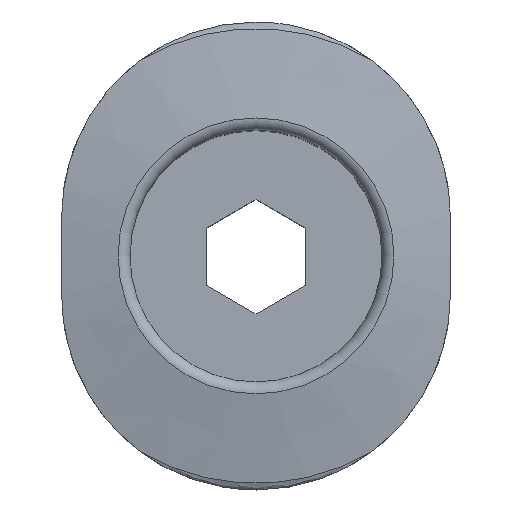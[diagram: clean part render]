
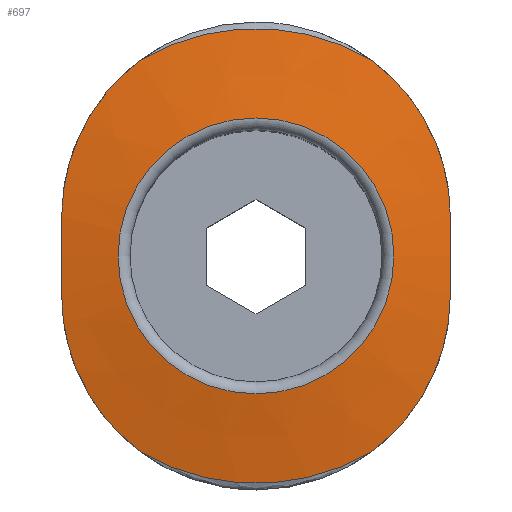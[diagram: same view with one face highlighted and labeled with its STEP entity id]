
A CAD part, top view. The second image highlights one B-rep face of the part: STEP entity #697.
In plain terms, the highlighted conical face has half-angle 80 degrees and reference radius 3.478 mm.
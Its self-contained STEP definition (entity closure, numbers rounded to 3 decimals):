
#20=B_SPLINE_CURVE_WITH_KNOTS('',3,(#968,#969,#970,#971),.UNSPECIFIED.,
 .F.,.F.,(4,4),(0.,0.005),.UNSPECIFIED.);
#23=B_SPLINE_CURVE_WITH_KNOTS('',3,(#984,#985,#986,#987),.UNSPECIFIED.,
 .F.,.F.,(4,4),(0.,0.005),.UNSPECIFIED.);
#24=B_SPLINE_CURVE_WITH_KNOTS('',3,(#992,#993,#994,#995),.UNSPECIFIED.,
 .F.,.F.,(4,4),(0.002,0.004),.UNSPECIFIED.);
#25=B_SPLINE_CURVE_WITH_KNOTS('',3,(#999,#1000,#1001,#1002),
 .UNSPECIFIED.,.F.,.F.,(4,4),(0.,0.005),
 .UNSPECIFIED.);
#28=B_SPLINE_CURVE_WITH_KNOTS('',3,(#1014,#1015,#1016,#1017),
 .UNSPECIFIED.,.F.,.F.,(4,4),(0.,0.005),
 .UNSPECIFIED.);
#29=B_SPLINE_CURVE_WITH_KNOTS('',3,(#1021,#1022,#1023,#1024),
 .UNSPECIFIED.,.F.,.F.,(4,4),(0.002,0.004),
 .UNSPECIFIED.);
#35=CONICAL_SURFACE('',#753,3.479,1.396);
#65=CIRCLE('',#750,5.735);
#66=CIRCLE('',#752,5.735);
#67=CIRCLE('',#754,3.479);
#138=ORIENTED_EDGE('',*,*,#222,.F.);
#139=ORIENTED_EDGE('',*,*,#207,.F.);
#140=ORIENTED_EDGE('',*,*,#220,.F.);
#141=ORIENTED_EDGE('',*,*,#218,.F.);
#142=ORIENTED_EDGE('',*,*,#221,.F.);
#143=ORIENTED_EDGE('',*,*,#215,.F.);
#144=ORIENTED_EDGE('',*,*,#213,.F.);
#145=ORIENTED_EDGE('',*,*,#210,.F.);
#146=ORIENTED_EDGE('',*,*,#223,.T.);
#207=EDGE_CURVE('',#263,#264,#20,.T.);
#210=EDGE_CURVE('',#266,#267,#23,.T.);
#213=EDGE_CURVE('',#267,#268,#24,.T.);
#215=EDGE_CURVE('',#268,#269,#25,.T.);
#218=EDGE_CURVE('',#271,#272,#28,.T.);
#220=EDGE_CURVE('',#272,#263,#29,.T.);
#221=EDGE_CURVE('',#269,#271,#65,.T.);
#222=EDGE_CURVE('',#264,#266,#66,.T.);
#223=EDGE_CURVE('',#273,#273,#67,.T.);
#263=VERTEX_POINT('',#972);
#264=VERTEX_POINT('',#973);
#266=VERTEX_POINT('',#983);
#267=VERTEX_POINT('',#988);
#268=VERTEX_POINT('',#996);
#269=VERTEX_POINT('',#1003);
#271=VERTEX_POINT('',#1013);
#272=VERTEX_POINT('',#1018);
#273=VERTEX_POINT('',#1031);
#368=EDGE_LOOP('',(#138,#139,#140,#141,#142,#143,#144,#145));
#369=EDGE_LOOP('',(#146));
#420=FACE_BOUND('',#368,.T.);
#421=FACE_BOUND('',#369,.T.);
#697=ADVANCED_FACE('',(#420,#421),#35,.T.);
#750=AXIS2_PLACEMENT_3D('',#1026,#856,#857);
#752=AXIS2_PLACEMENT_3D('',#1028,#860,#861);
#753=AXIS2_PLACEMENT_3D('',#1029,#862,#863);
#754=AXIS2_PLACEMENT_3D('',#1030,#864,#865);
#856=DIRECTION('',(0.,0.,-1.));
#857=DIRECTION('',(-1.,0.,0.));
#860=DIRECTION('',(0.,0.,-1.));
#861=DIRECTION('',(-1.,0.,0.));
#862=DIRECTION('',(0.,0.,-1.));
#863=DIRECTION('',(-1.,0.,0.));
#864=DIRECTION('',(0.,0.,-1.));
#865=DIRECTION('',(-1.,0.,0.));
#968=CARTESIAN_POINT('',(-4.9,1.,14.132));
#969=CARTESIAN_POINT('',(-4.9,2.538,14.077));
#970=CARTESIAN_POINT('',(-4.151,4.024,14.03));
#971=CARTESIAN_POINT('',(-2.915,4.939,14.002));
#972=CARTESIAN_POINT('',(-4.9,1.,14.132));
#973=CARTESIAN_POINT('',(-2.915,4.939,14.002));
#983=CARTESIAN_POINT('',(2.915,4.939,14.002));
#984=CARTESIAN_POINT('',(2.915,4.939,14.002));
#985=CARTESIAN_POINT('',(4.151,4.024,14.03));
#986=CARTESIAN_POINT('',(4.9,2.537,14.077));
#987=CARTESIAN_POINT('',(4.9,1.,14.132));
#988=CARTESIAN_POINT('',(4.9,1.,14.132));
#992=CARTESIAN_POINT('',(4.9,1.,14.132));
#993=CARTESIAN_POINT('',(4.9,0.333,14.155));
#994=CARTESIAN_POINT('',(4.9,-0.333,14.155));
#995=CARTESIAN_POINT('',(4.9,-1.,14.132));
#996=CARTESIAN_POINT('',(4.9,-1.,14.132));
#999=CARTESIAN_POINT('',(4.9,-1.,14.132));
#1000=CARTESIAN_POINT('',(4.9,-2.538,14.077));
#1001=CARTESIAN_POINT('',(4.151,-4.024,14.03));
#1002=CARTESIAN_POINT('',(2.915,-4.939,14.002));
#1003=CARTESIAN_POINT('',(2.915,-4.939,14.002));
#1013=CARTESIAN_POINT('',(-2.915,-4.939,14.002));
#1014=CARTESIAN_POINT('',(-2.915,-4.939,14.002));
#1015=CARTESIAN_POINT('',(-4.151,-4.024,14.03));
#1016=CARTESIAN_POINT('',(-4.9,-2.537,14.077));
#1017=CARTESIAN_POINT('',(-4.9,-1.,14.132));
#1018=CARTESIAN_POINT('',(-4.9,-1.,14.132));
#1021=CARTESIAN_POINT('',(-4.9,-1.,14.132));
#1022=CARTESIAN_POINT('',(-4.9,-0.333,14.155));
#1023=CARTESIAN_POINT('',(-4.9,0.333,14.155));
#1024=CARTESIAN_POINT('',(-4.9,1.,14.132));
#1026=CARTESIAN_POINT('',(0.,0.,14.002));
#1028=CARTESIAN_POINT('',(0.,0.,14.002));
#1029=CARTESIAN_POINT('',(0.,0.,14.4));
#1030=CARTESIAN_POINT('',(0.,0.,14.4));
#1031=CARTESIAN_POINT('',(-3.479,0.,14.4));
